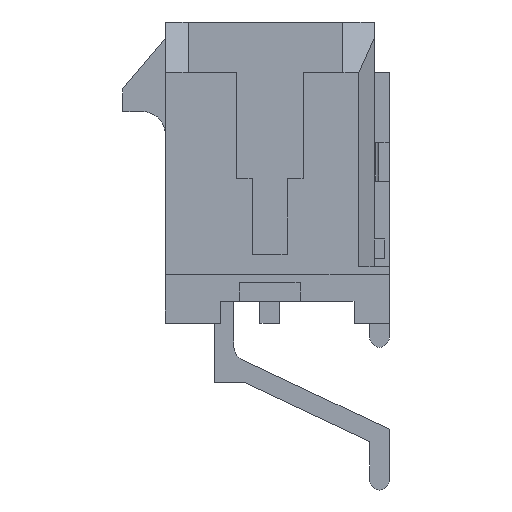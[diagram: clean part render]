
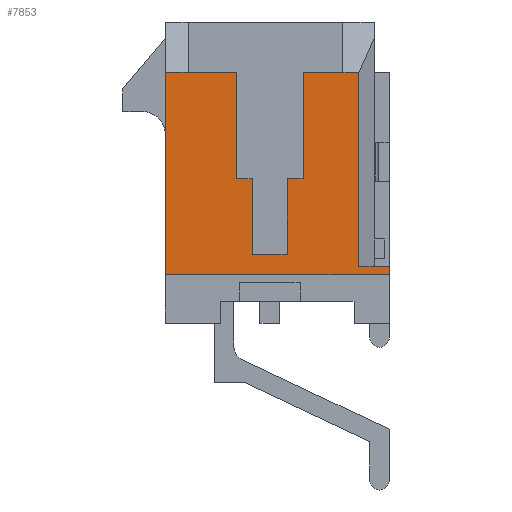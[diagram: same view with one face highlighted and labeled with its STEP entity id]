
A CAD part, left-side view. The second image highlights one B-rep face of the part: STEP entity #7853.
In plain terms, the highlighted planar face has unit normal (-1, 0, 0).
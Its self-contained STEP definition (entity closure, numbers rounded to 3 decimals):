
#1294=DIRECTION('',(0.,0.,-1.));
#1295=VECTOR('',#1294,3.5);
#1296=CARTESIAN_POINT('',(-9.325,-1.1,3.305));
#1297=LINE('',#1296,#1295);
#1298=DIRECTION('',(0.,1.,0.));
#1299=VECTOR('',#1298,1.31);
#1300=CARTESIAN_POINT('',(-9.325,-2.41,3.305));
#1301=LINE('',#1300,#1299);
#1302=DIRECTION('',(0.,-1.,0.));
#1303=VECTOR('',#1302,0.525);
#1304=CARTESIAN_POINT('',(-9.325,-2.41,3.305));
#1305=LINE('',#1304,#1303);
#1306=DIRECTION('',(0.,0.,-1.));
#1307=VECTOR('',#1306,6.41);
#1308=CARTESIAN_POINT('',(-9.325,-2.935,3.305));
#1309=LINE('',#1308,#1307);
#1310=DIRECTION('',(0.,0.,-1.));
#1311=VECTOR('',#1310,0.25);
#1312=CARTESIAN_POINT('',(-9.325,-3.935,-3.105));
#1313=LINE('',#1312,#1311);
#1314=DIRECTION('',(0.,1.,0.));
#1315=VECTOR('',#1314,7.37);
#1316=CARTESIAN_POINT('',(-9.325,-3.935,-3.355));
#1317=LINE('',#1316,#1315);
#1318=DIRECTION('',(0.,0.,1.));
#1319=VECTOR('',#1318,6.66);
#1320=CARTESIAN_POINT('',(-9.325,3.435,-3.355));
#1321=LINE('',#1320,#1319);
#1322=DIRECTION('',(0.,-1.,0.));
#1323=VECTOR('',#1322,0.755);
#1324=CARTESIAN_POINT('',(-9.325,3.435,3.305));
#1325=LINE('',#1324,#1323);
#1326=DIRECTION('',(0.,1.,0.));
#1327=VECTOR('',#1326,1.58);
#1328=CARTESIAN_POINT('',(-9.325,1.1,3.305));
#1329=LINE('',#1328,#1327);
#1330=DIRECTION('',(0.,0.,-1.));
#1331=VECTOR('',#1330,3.5);
#1332=CARTESIAN_POINT('',(-9.325,1.1,3.305));
#1333=LINE('',#1332,#1331);
#1334=DIRECTION('',(0.,1.,0.));
#1335=VECTOR('',#1334,0.525);
#1336=CARTESIAN_POINT('',(-9.325,0.575,-0.195));
#1337=LINE('',#1336,#1335);
#1338=DIRECTION('',(0.,0.,1.));
#1339=VECTOR('',#1338,2.5);
#1340=CARTESIAN_POINT('',(-9.325,0.575,-2.695));
#1341=LINE('',#1340,#1339);
#1342=DIRECTION('',(0.,1.,0.));
#1343=VECTOR('',#1342,1.15);
#1344=CARTESIAN_POINT('',(-9.325,-0.575,-2.695));
#1345=LINE('',#1344,#1343);
#1346=DIRECTION('',(0.,0.,-1.));
#1347=VECTOR('',#1346,2.5);
#1348=CARTESIAN_POINT('',(-9.325,-0.575,-0.195));
#1349=LINE('',#1348,#1347);
#1350=DIRECTION('',(0.,1.,0.));
#1351=VECTOR('',#1350,0.525);
#1352=CARTESIAN_POINT('',(-9.325,-1.1,-0.195));
#1353=LINE('',#1352,#1351);
#2120=DIRECTION('',(0.,1.,0.));
#2121=VECTOR('',#2120,1.);
#2122=CARTESIAN_POINT('',(-9.325,-3.935,-3.105));
#2123=LINE('',#2122,#2121);
#4698=CARTESIAN_POINT('',(-9.325,3.435,3.305));
#4700=VERTEX_POINT('',#4698);
#4747=CARTESIAN_POINT('',(-9.325,-3.935,-3.105));
#4748=CARTESIAN_POINT('',(-9.325,-2.935,-3.105));
#4749=VERTEX_POINT('',#4747);
#4750=VERTEX_POINT('',#4748);
#4755=CARTESIAN_POINT('',(-9.325,2.68,3.305));
#4756=VERTEX_POINT('',#4755);
#4757=CARTESIAN_POINT('',(-9.325,-2.41,3.305));
#4758=VERTEX_POINT('',#4757);
#4877=CARTESIAN_POINT('',(-9.325,-1.1,3.305));
#4878=CARTESIAN_POINT('',(-9.325,-1.1,-0.195));
#4879=VERTEX_POINT('',#4877);
#4880=VERTEX_POINT('',#4878);
#4881=CARTESIAN_POINT('',(-9.325,-0.575,-0.195));
#4882=VERTEX_POINT('',#4881);
#4883=CARTESIAN_POINT('',(-9.325,-0.575,-2.695));
#4884=VERTEX_POINT('',#4883);
#4885=CARTESIAN_POINT('',(-9.325,0.575,-2.695));
#4886=VERTEX_POINT('',#4885);
#4887=CARTESIAN_POINT('',(-9.325,0.575,-0.195));
#4888=VERTEX_POINT('',#4887);
#4889=CARTESIAN_POINT('',(-9.325,1.1,-0.195));
#4890=VERTEX_POINT('',#4889);
#4891=CARTESIAN_POINT('',(-9.325,1.1,3.305));
#4892=VERTEX_POINT('',#4891);
#5795=CARTESIAN_POINT('',(-9.325,-3.935,-3.355));
#5796=CARTESIAN_POINT('',(-9.325,3.435,-3.355));
#5797=VERTEX_POINT('',#5795);
#5798=VERTEX_POINT('',#5796);
#5803=CARTESIAN_POINT('',(-9.325,-2.935,3.305));
#5804=VERTEX_POINT('',#5803);
#7818=CARTESIAN_POINT('',(-9.325,0.,0.));
#7819=DIRECTION('',(1.,0.,0.));
#7820=DIRECTION('',(0.,0.,-1.));
#7821=AXIS2_PLACEMENT_3D('',#7818,#7819,#7820);
#7822=PLANE('',#7821);
#7824=ORIENTED_EDGE('',*,*,#7823,.F.);
#7826=ORIENTED_EDGE('',*,*,#7825,.F.);
#7828=ORIENTED_EDGE('',*,*,#7827,.T.);
#7830=ORIENTED_EDGE('',*,*,#7829,.T.);
#7832=ORIENTED_EDGE('',*,*,#7831,.F.);
#7834=ORIENTED_EDGE('',*,*,#7833,.T.);
#7836=ORIENTED_EDGE('',*,*,#7835,.T.);
#7837=ORIENTED_EDGE('',*,*,#7137,.T.);
#7839=ORIENTED_EDGE('',*,*,#7838,.T.);
#7841=ORIENTED_EDGE('',*,*,#7840,.F.);
#7843=ORIENTED_EDGE('',*,*,#7842,.T.);
#7845=ORIENTED_EDGE('',*,*,#7844,.F.);
#7846=ORIENTED_EDGE('',*,*,#7811,.F.);
#7847=ORIENTED_EDGE('',*,*,#7698,.F.);
#7848=ORIENTED_EDGE('',*,*,#7769,.F.);
#7850=ORIENTED_EDGE('',*,*,#7849,.F.);
#7851=EDGE_LOOP('',(#7824,#7826,#7828,#7830,#7832,#7834,#7836,#7837,#7839,#7841,
#7843,#7845,#7846,#7847,#7848,#7850));
#7852=FACE_OUTER_BOUND('',#7851,.F.);
#7853=ADVANCED_FACE('',(#7852),#7822,.F.);
#7137=EDGE_CURVE('',#5798,#4700,#1321,.T.);
#7698=EDGE_CURVE('',#4884,#4886,#1345,.T.);
#7769=EDGE_CURVE('',#4882,#4884,#1349,.T.);
#7811=EDGE_CURVE('',#4886,#4888,#1341,.T.);
#7823=EDGE_CURVE('',#4879,#4880,#1297,.T.);
#7825=EDGE_CURVE('',#4758,#4879,#1301,.T.);
#7827=EDGE_CURVE('',#4758,#5804,#1305,.T.);
#7829=EDGE_CURVE('',#5804,#4750,#1309,.T.);
#7831=EDGE_CURVE('',#4749,#4750,#2123,.T.);
#7833=EDGE_CURVE('',#4749,#5797,#1313,.T.);
#7835=EDGE_CURVE('',#5797,#5798,#1317,.T.);
#7838=EDGE_CURVE('',#4700,#4756,#1325,.T.);
#7840=EDGE_CURVE('',#4892,#4756,#1329,.T.);
#7842=EDGE_CURVE('',#4892,#4890,#1333,.T.);
#7844=EDGE_CURVE('',#4888,#4890,#1337,.T.);
#7849=EDGE_CURVE('',#4880,#4882,#1353,.T.);
